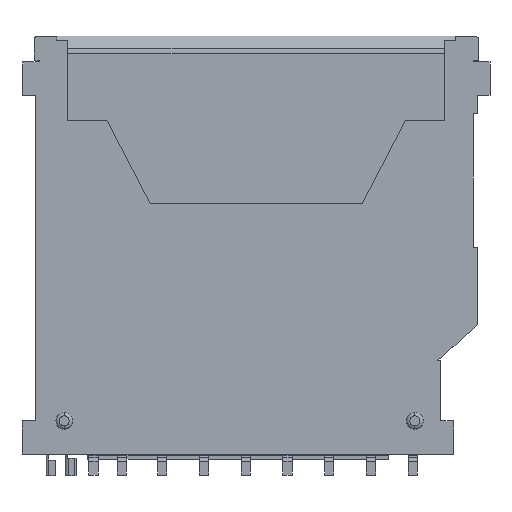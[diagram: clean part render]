
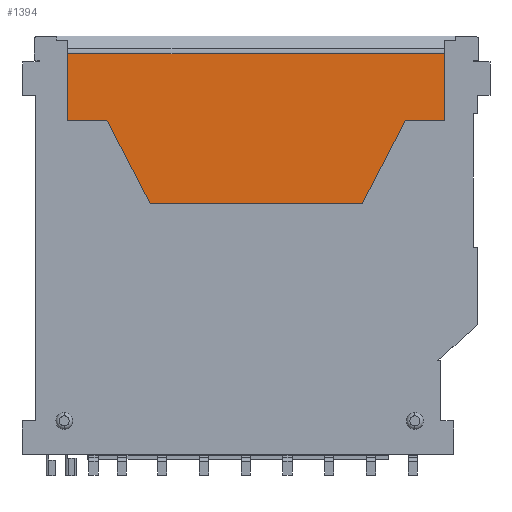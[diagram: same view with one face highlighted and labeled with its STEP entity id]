
A CAD part, front view. The second image highlights one B-rep face of the part: STEP entity #1394.
In plain terms, the highlighted planar face has unit normal (0, -1, 0).
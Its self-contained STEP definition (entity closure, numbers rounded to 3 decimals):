
#1394=ADVANCED_FACE('',(#2876,#2877),#2878,.F.);
#2876=FACE_BOUND('',#4439,.T.);
#2877=FACE_OUTER_BOUND('',#4440,.T.);
#2878=PLANE('',#4441);
#4439=EDGE_LOOP('',(#8733,#8734,#8735,#8736));
#4440=EDGE_LOOP('',(#8737,#8738,#8739,#8740,#8741,#8742,#8743,#8744,#8745,#8746));
#4441=AXIS2_PLACEMENT_3D('',#8747,#8748,#8749);
#8733=ORIENTED_EDGE('',*,*,#11253,.T.);
#8734=ORIENTED_EDGE('',*,*,#11257,.T.);
#8735=ORIENTED_EDGE('',*,*,#11244,.T.);
#8736=ORIENTED_EDGE('',*,*,#11249,.T.);
#8737=ORIENTED_EDGE('',*,*,#11292,.T.);
#8738=ORIENTED_EDGE('',*,*,#11293,.T.);
#8739=ORIENTED_EDGE('',*,*,#11294,.T.);
#8740=ORIENTED_EDGE('',*,*,#11295,.T.);
#8741=ORIENTED_EDGE('',*,*,#11296,.T.);
#8742=ORIENTED_EDGE('',*,*,#11297,.F.);
#8743=ORIENTED_EDGE('',*,*,#10907,.T.);
#8744=ORIENTED_EDGE('',*,*,#11298,.F.);
#8745=ORIENTED_EDGE('',*,*,#11238,.F.);
#8746=ORIENTED_EDGE('',*,*,#11299,.T.);
#8747=CARTESIAN_POINT('',(0.0,2.6,-24.0));
#8748=DIRECTION('',(0.0,1.0,0.0));
#8749=DIRECTION('',(-1.0,0.0,0.0));
#10907=EDGE_CURVE('',#13530,#13528,#13531,.T.);
#11238=EDGE_CURVE('',#13996,#13998,#13999,.T.);
#11244=EDGE_CURVE('',#14005,#14006,#14007,.T.);
#11249=EDGE_CURVE('',#14006,#14014,#14015,.T.);
#11253=EDGE_CURVE('',#14014,#14020,#14021,.T.);
#11257=EDGE_CURVE('',#14020,#14005,#14026,.T.);
#11292=EDGE_CURVE('',#14075,#14076,#14077,.T.);
#11293=EDGE_CURVE('',#14076,#14078,#14079,.T.);
#11294=EDGE_CURVE('',#14078,#14080,#14081,.T.);
#11295=EDGE_CURVE('',#14080,#14082,#14083,.T.);
#11296=EDGE_CURVE('',#14082,#14084,#14085,.T.);
#11297=EDGE_CURVE('',#13530,#14084,#14086,.T.);
#11298=EDGE_CURVE('',#13998,#13528,#14087,.T.);
#11299=EDGE_CURVE('',#13996,#14075,#14088,.T.);
#13528=VERTEX_POINT('',#17303);
#13530=VERTEX_POINT('',#17306);
#13531=LINE('',#17307,#17308);
#13996=VERTEX_POINT('',#18009);
#13998=VERTEX_POINT('',#18012);
#13999=LINE('',#18013,#18014);
#14005=VERTEX_POINT('',#18022);
#14006=VERTEX_POINT('',#18023);
#14007=LINE('',#18024,#18025);
#14014=VERTEX_POINT('',#18035);
#14015=LINE('',#18036,#18037);
#14020=VERTEX_POINT('',#18044);
#14021=LINE('',#18045,#18046);
#14026=LINE('',#18053,#18054);
#14075=VERTEX_POINT('',#18127);
#14076=VERTEX_POINT('',#18128);
#14077=LINE('',#18129,#18130);
#14078=VERTEX_POINT('',#18131);
#14079=LINE('',#18132,#18133);
#14080=VERTEX_POINT('',#18134);
#14081=LINE('',#18135,#18136);
#14082=VERTEX_POINT('',#18137);
#14083=LINE('',#18138,#18139);
#14084=VERTEX_POINT('',#18140);
#14085=LINE('',#18141,#18142);
#14086=LINE('',#18143,#18144);
#14087=LINE('',#18145,#18146);
#14088=LINE('',#18147,#18148);
#17303=CARTESIAN_POINT('',(10.37,2.6,-24.0));
#17306=CARTESIAN_POINT('',(-12.1,2.6,-24.0));
#17307=CARTESIAN_POINT('',(-12.1,2.6,-24.0));
#17308=VECTOR('',#19919,1.0);
#18009=CARTESIAN_POINT('',(12.1,2.6,-17.23));
#18012=CARTESIAN_POINT('',(10.37,2.6,-17.23));
#18013=CARTESIAN_POINT('',(5.935,2.6,-17.23));
#18014=VECTOR('',#20157,1.0);
#18022=CARTESIAN_POINT('',(-11.95,2.6,-20.0));
#18023=CARTESIAN_POINT('',(5.85,2.6,-20.0));
#18024=CARTESIAN_POINT('',(-1.525,2.6,-20.0));
#18025=VECTOR('',#20160,1.0);
#18035=CARTESIAN_POINT('',(5.85,2.6,-23.0));
#18036=CARTESIAN_POINT('',(5.85,2.6,-22.75));
#18037=VECTOR('',#20164,1.0);
#18044=CARTESIAN_POINT('',(-11.95,2.6,-23.0));
#18045=CARTESIAN_POINT('',(-1.525,2.6,-23.0));
#18046=VECTOR('',#20167,1.0);
#18053=CARTESIAN_POINT('',(-11.95,2.6,-22.75));
#18054=VECTOR('',#20170,1.0);
#18127=CARTESIAN_POINT('',(12.1,2.6,-1.5));
#18128=CARTESIAN_POINT('',(11.95,2.6,-1.5));
#18129=CARTESIAN_POINT('',(13.1,2.6,-1.5));
#18130=VECTOR('',#20195,1.0);
#18131=CARTESIAN_POINT('',(11.95,2.6,-1.));
#18132=CARTESIAN_POINT('',(11.95,2.6,-1.157));
#18133=VECTOR('',#20196,1.0);
#18134=CARTESIAN_POINT('',(-11.95,2.6,-1.));
#18135=CARTESIAN_POINT('',(0.0,2.6,-1.));
#18136=VECTOR('',#20197,1.0);
#18137=CARTESIAN_POINT('',(-11.95,2.6,-1.5));
#18138=CARTESIAN_POINT('',(-11.95,2.6,-1.157));
#18139=VECTOR('',#20198,1.0);
#18140=CARTESIAN_POINT('',(-12.1,2.6,-1.5));
#18141=CARTESIAN_POINT('',(13.1,2.6,-1.5));
#18142=VECTOR('',#20199,1.0);
#18143=CARTESIAN_POINT('',(-12.1,2.6,-24.0));
#18144=VECTOR('',#20200,1.0);
#18145=CARTESIAN_POINT('',(10.37,2.6,-23.115));
#18146=VECTOR('',#20201,1.0);
#18147=CARTESIAN_POINT('',(12.1,2.6,-24.0));
#18148=VECTOR('',#20202,1.0);
#19919=DIRECTION('',(1.0,0.0,0.0));
#20157=DIRECTION('',(-1.0,0.0,0.0));
#20160=DIRECTION('',(1.0,0.0,0.0));
#20164=DIRECTION('',(0.0,0.0,-1.0));
#20167=DIRECTION('',(-1.0,0.0,0.0));
#20170=DIRECTION('',(0.0,0.0,1.0));
#20195=DIRECTION('',(-1.0,0.0,0.0));
#20196=DIRECTION('',(0.,0.0,1.0));
#20197=DIRECTION('',(-1.0,0.0,0.));
#20198=DIRECTION('',(0.,-0.0,-1.0));
#20199=DIRECTION('',(-1.0,0.0,0.0));
#20200=DIRECTION('',(0.0,0.0,1.0));
#20201=DIRECTION('',(0.0,0.0,-1.0));
#20202=DIRECTION('',(0.0,0.0,1.0));
